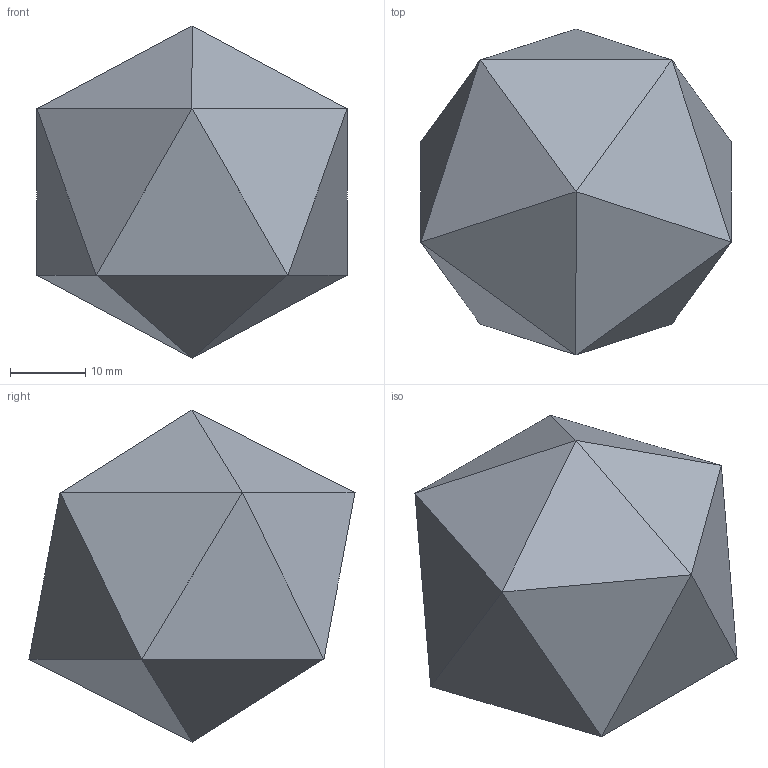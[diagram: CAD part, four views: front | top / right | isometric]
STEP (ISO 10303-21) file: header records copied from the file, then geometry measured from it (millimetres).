
FILE_DESCRIPTION(/* description */ ('Alibre Inc.'),/* implementation_level */ '2;1');
FILE_NAME(/* name */ 'export0',/* time_stamp */ '2018-05-30T15:25:05-05:00',/* author */ (''),/* organization */ (''),/* preprocessor_version */ 'ST-DEVELOPER v17',/* originating_system */ 'Alibre',/* authorisation */ '');
FILE_SCHEMA (('AUTOMOTIVE_DESIGN'));
Length unit declared in the file: centimetre
Bounding box: 41.1 x 43.21 x 43.99 mm (x, y, z)
Volume: 34476.4 mm3; surface area: 5465.2 mm2
Topology: 1 solids, 1 shells, 20 faces, 30 edges, 12 vertices
Faces by surface type: plane 20
Entity records: 397 total; most frequent: CARTESIAN_POINT 62, ORIENTED_EDGE 60, DIRECTION 50, VECTOR 30, LINE 30, EDGE_CURVE 30, EDGE_LOOP 20, FACE_BOUND 20
